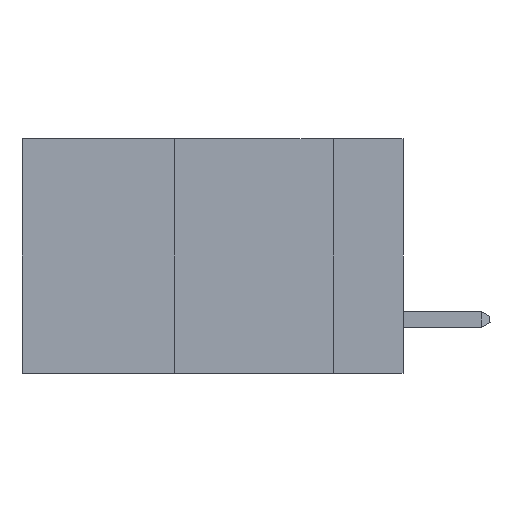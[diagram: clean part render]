
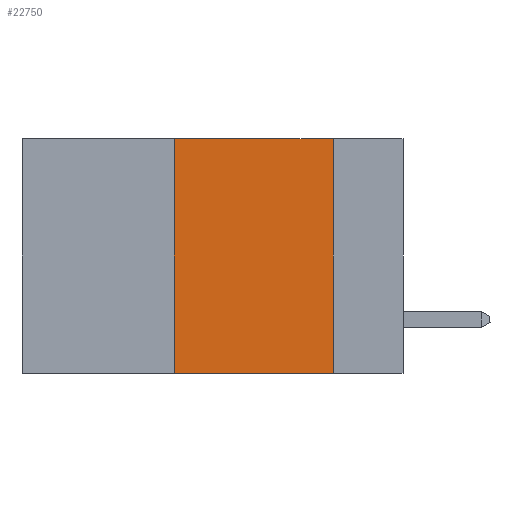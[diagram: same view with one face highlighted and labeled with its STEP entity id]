
A CAD part, left-side view. The second image highlights one B-rep face of the part: STEP entity #22750.
In plain terms, the highlighted planar face has unit normal (-1, 0, 0).
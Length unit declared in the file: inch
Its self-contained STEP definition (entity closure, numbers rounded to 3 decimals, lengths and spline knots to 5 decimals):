
#525 = EDGE_LOOP ( 'NONE', ( #41910, #38766, #31371, #10460 ) ) ;
#1377 = VECTOR ( 'NONE', #26173, 39.37008 ) ;
#1641 = DIRECTION ( 'NONE',  ( 0., 0., 1. ) ) ;
#1799 = CARTESIAN_POINT ( 'NONE',  ( 0., 0.36, -0.37 ) ) ;
#2017 = FACE_OUTER_BOUND ( 'NONE', #525, .T. ) ;
#2635 = AXIS2_PLACEMENT_3D ( 'NONE', #4725, #19287, #8090 ) ;
#4725 = CARTESIAN_POINT ( 'NONE',  ( 0., 0.6, 0. ) ) ;
#6688 = VERTEX_POINT ( 'NONE', #39249 ) ;
#8090 = DIRECTION ( 'NONE',  ( 0., 0., -1. ) ) ;
#8960 = DIRECTION ( 'NONE',  ( 0., -1., 0. ) ) ;
#9554 = VERTEX_POINT ( 'NONE', #34346 ) ;
#10460 = ORIENTED_EDGE ( 'NONE', *, *, #39888, .T. ) ;
#16130 = VECTOR ( 'NONE', #1641, 39.37008 ) ;
#16200 = CARTESIAN_POINT ( 'NONE',  ( 0., 0.36, 0. ) ) ;
#18988 = EDGE_CURVE ( 'NONE', #6688, #25045, #34464, .T. ) ;
#19287 = DIRECTION ( 'NONE',  ( 1., 0., 0. ) ) ;
#20562 = DIRECTION ( 'NONE',  ( 0., 0., -1. ) ) ;
#22750 = ADVANCED_FACE ( 'NONE', ( #2017 ), #26267, .F. ) ;
#22978 = VERTEX_POINT ( 'NONE', #1799 ) ;
#23986 = CARTESIAN_POINT ( 'NONE',  ( 0., 0.6, 0. ) ) ;
#24505 = EDGE_CURVE ( 'NONE', #25045, #9554, #34360, .T. ) ;
#25045 = VERTEX_POINT ( 'NONE', #33635 ) ;
#26173 = DIRECTION ( 'NONE',  ( 0., -1., 0. ) ) ;
#26267 = PLANE ( 'NONE',  #2635 ) ;
#27599 = VECTOR ( 'NONE', #8960, 39.37008 ) ;
#31371 = ORIENTED_EDGE ( 'NONE', *, *, #41050, .F. ) ;
#33635 = CARTESIAN_POINT ( 'NONE',  ( 0., 0.11, 0. ) ) ;
#34346 = CARTESIAN_POINT ( 'NONE',  ( 0., 0.11, -0.37 ) ) ;
#34360 = LINE ( 'NONE', #41051, #46874 ) ;
#34464 = LINE ( 'NONE', #23986, #27599 ) ;
#36229 = LINE ( 'NONE', #40067, #1377 ) ;
#36621 = LINE ( 'NONE', #16200, #16130 ) ;
#38766 = ORIENTED_EDGE ( 'NONE', *, *, #18988, .F. ) ;
#39249 = CARTESIAN_POINT ( 'NONE',  ( 0., 0.36, 0. ) ) ;
#39888 = EDGE_CURVE ( 'NONE', #22978, #9554, #36229, .T. ) ;
#40067 = CARTESIAN_POINT ( 'NONE',  ( 0., 0.6, -0.37 ) ) ;
#41050 = EDGE_CURVE ( 'NONE', #22978, #6688, #36621, .T. ) ;
#41051 = CARTESIAN_POINT ( 'NONE',  ( 0., 0.11, 0. ) ) ;
#41910 = ORIENTED_EDGE ( 'NONE', *, *, #24505, .F. ) ;
#46874 = VECTOR ( 'NONE', #20562, 39.37008 ) ;
